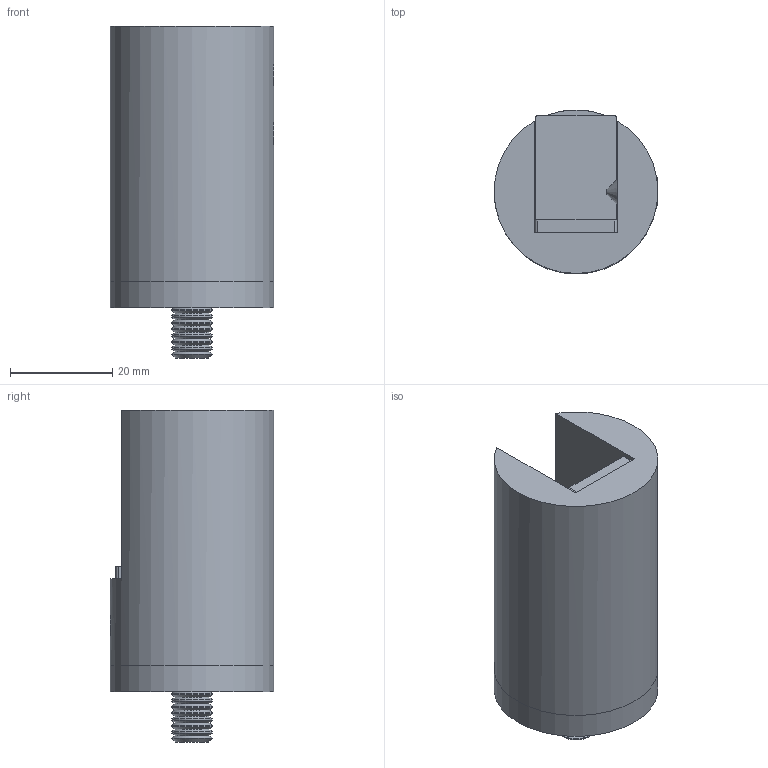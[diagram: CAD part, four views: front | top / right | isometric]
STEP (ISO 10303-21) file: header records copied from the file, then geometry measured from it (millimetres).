
FILE_DESCRIPTION (( 'STEP AP203' ), '1' );
FILE_NAME ('60300-240L.step', '2021-11-26T09:19:45', ( '' ), ( '' ), 'SwSTEP 2.0', 'SolidWorks 2018', '' );
FILE_SCHEMA (( 'CONFIG_CONTROL_DESIGN' ));
Length unit declared in the file: millimetre
Products named in the file (17): 6030X-240X Teil1; socket countersunk head screw_din_DIN 7991 - M8 x 25 --- 25S; DIN914; 6030X-240X Teil4_60300-240L Teil4; socket countersunk head screw_din; 6030X-240X Teil4; DIN914_DIN 914 M6x6; socket set screw cone point_din; 6030X-240X Teil1_6030X-240L Teil1; 60300-240L; socket set screw cone point_din_DIN 914 - M6 x 10-S; 6030X-240X Teil3_6030X-240X Teil3; 6030X-240X Teil3; 6030X-240X Teil2_6030X-240X Teil2; 6030X-240X Teil2
Assembly tree (9 placements, depth 2):
  6030X-240X Teil1
  socket countersunk head screw_din
  6030X-240X Teil4
  socket set screw cone point_din
  60300-240L
    6030X-240X Teil1_6030X-240L Teil1
    6030X-240X Teil3_6030X-240X Teil3
    6030X-240X Teil2_6030X-240X Teil2
    6030X-240X Teil4_60300-240L Teil4
    socket set screw cone point_din_DIN 914 - M6 x 10-S  x2
    DIN914_DIN 914 M6x6
    socket countersunk head screw_din_DIN 7991 - M8 x 25 --- 25S
Bounding box: 32 x 32 x 64.85 mm (x, y, z)
Volume: 31669.4 mm3; surface area: 16400.3 mm2
Topology: 8 solids, 8 shells, 427 faces, 1032 edges, 653 vertices
Faces by surface type: plane 180, bspline 113, cone 81, cylinder 52, torus 1
Full cylindrical faces by diameter (mm): 5 x3, 6 x17, 8 x16, 8.5 x1, 15.57 x1, 20 x3, 25 x1, 32 x2
Entity records: 20413 total; most frequent: CARTESIAN_POINT 10815, ORIENTED_EDGE 1682, DIRECTION 1324, EDGE_CURVE 841, VERTEX_POINT 595, EDGE_LOOP 530, LINE 482, VECTOR 482
